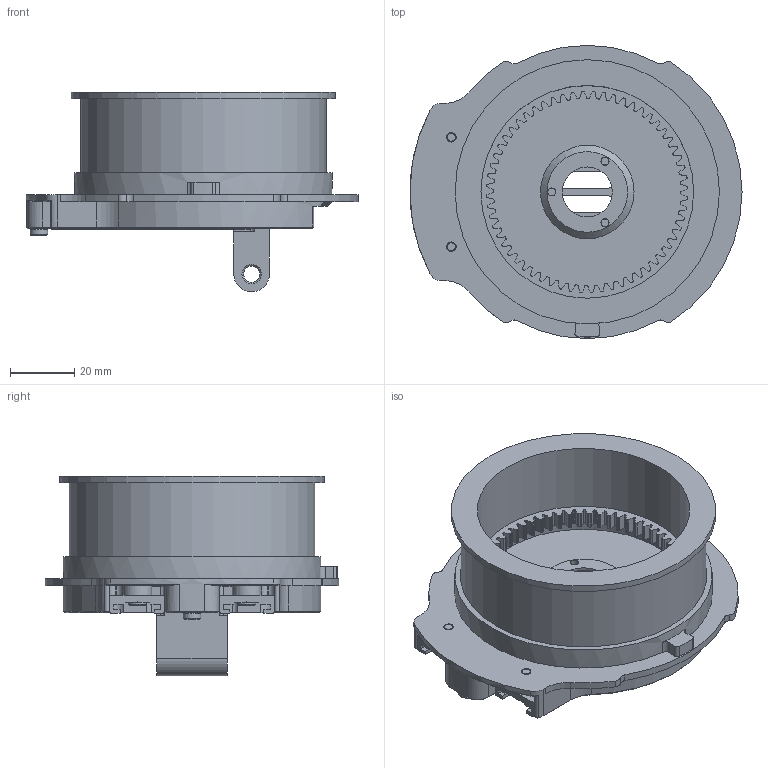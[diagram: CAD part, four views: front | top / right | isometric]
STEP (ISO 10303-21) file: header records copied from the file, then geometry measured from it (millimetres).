
FILE_DESCRIPTION(/* description */ (''),/* implementation_level */ '2;1');
FILE_NAME(/* name */ 'ACWA-0058.step',/* time_stamp */ '2024-02-28T16:08:29+01:00',/* author */ (''),/* organization */ (''),/* preprocessor_version */ 'ST-DEVELOPER v20',/* originating_system */ 'Autodesk Translation Framework v12.20.1.177',/* authorisation */ '');
FILE_SCHEMA (('AUTOMOTIVE_DESIGN { 1 0 10303 214 3 1 1 }'));
Length unit declared in the file: millimetre
Products named in the file (1): ACWA-0058
Bounding box: 103 x 91 x 61.98 mm (x, y, z)
Volume: 88255.7 mm3; surface area: 66743.4 mm2
Topology: 15 solids, 20 shells, 1041 faces, 2791 edges, 1814 vertices
Faces by surface type: cylinder 534, plane 255, bspline 120, cone 116, torus 16
Full cylindrical faces by diameter (mm): 2.5 x8, 3 x11, 3.3 x5, 3.4 x4, 4 x5, 4.3 x5, 5 x1, 5.5 x6, 6.5 x4, 7 x5, 8.5 x5, 9 x2, 15.5 x1, 17 x1, 29 x2, 64 x1, 65 x1, 66 x1, 76 x2, 76.2 x1, 76.5 x1, 80 x1, 82 x1
Entity records: 33740 total; most frequent: CARTESIAN_POINT 7362, DIRECTION 5589, ORIENTED_EDGE 5550, EDGE_CURVE 2780, AXIS2_PLACEMENT_3D 2193, VERTEX_POINT 1814, CIRCLE 1253, LINE 1203
